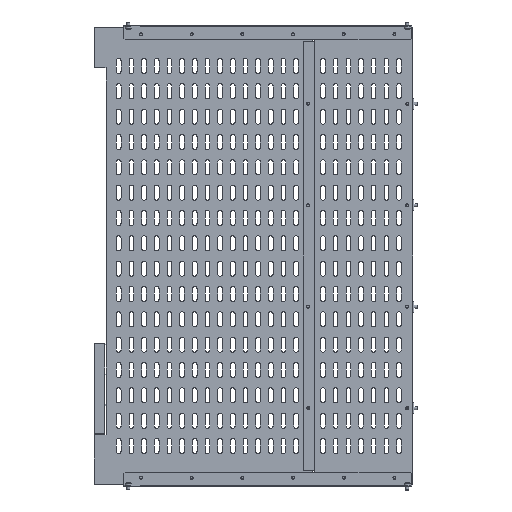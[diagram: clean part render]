
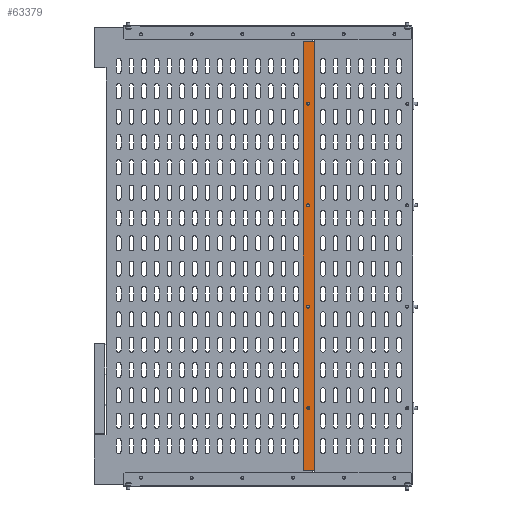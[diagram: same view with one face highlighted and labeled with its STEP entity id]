
A CAD part, front view. The second image highlights one B-rep face of the part: STEP entity #63379.
In plain terms, the highlighted planar face has unit normal (0, -1, 0).
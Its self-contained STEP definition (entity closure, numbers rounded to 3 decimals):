
#688 = AXIS2_PLACEMENT_3D ( 'NONE', #47257, #7254, #21171 ) ;
#947 = CARTESIAN_POINT ( 'NONE',  ( -200.5, -7.1, -454. ) ) ;
#1853 = CARTESIAN_POINT ( 'NONE',  ( -199.45, -7.1, -877. ) ) ;
#2296 = DIRECTION ( 'NONE',  ( 0.707, 0., 0.707 ) ) ;
#3758 = CARTESIAN_POINT ( 'NONE',  ( -218., -7.1, -877. ) ) ;
#4565 = VERTEX_POINT ( 'NONE', #57280 ) ;
#4849 = ORIENTED_EDGE ( 'NONE', *, *, #13800, .F. ) ;
#4875 = AXIS2_PLACEMENT_3D ( 'NONE', #67220, #60679, #85933 ) ;
#5566 = CARTESIAN_POINT ( 'NONE',  ( -206.046, -7.1, -353.476 ) ) ;
#5641 = CARTESIAN_POINT ( 'NONE',  ( -209., -7.1, -354. ) ) ;
#7254 = DIRECTION ( 'NONE',  ( 0., -1., 0. ) ) ;
#8753 = EDGE_CURVE ( 'NONE', #4565, #72394, #83969, .T. ) ;
#8830 = VERTEX_POINT ( 'NONE', #70490 ) ;
#9628 = CARTESIAN_POINT ( 'NONE',  ( -199.45, -7.1, -31. ) ) ;
#10114 = EDGE_CURVE ( 'NONE', #44355, #69327, #10476, .T. ) ;
#10476 = LINE ( 'NONE', #70923, #82032 ) ;
#13244 = ORIENTED_EDGE ( 'NONE', *, *, #8753, .T. ) ;
#13751 = ORIENTED_EDGE ( 'NONE', *, *, #80299, .F. ) ;
#13800 = EDGE_CURVE ( 'NONE', #33784, #60944, #79906, .T. ) ;
#14178 = AXIS2_PLACEMENT_3D ( 'NONE', #15299, #28762, #54892 ) ;
#14210 = ORIENTED_EDGE ( 'NONE', *, *, #29003, .F. ) ;
#14879 = DIRECTION ( 'NONE',  ( -1., 0., 0. ) ) ;
#15159 = ORIENTED_EDGE ( 'NONE', *, *, #15651, .T. ) ;
#15299 = CARTESIAN_POINT ( 'NONE',  ( -209., -7.1, -754. ) ) ;
#15651 = EDGE_CURVE ( 'NONE', #69327, #80024, #69694, .T. ) ;
#16106 = VERTEX_POINT ( 'NONE', #42621 ) ;
#17863 = DIRECTION ( 'NONE',  ( -1., 0., 0. ) ) ;
#18373 = EDGE_CURVE ( 'NONE', #72394, #70912, #63139, .T. ) ;
#18592 = AXIS2_PLACEMENT_3D ( 'NONE', #48428, #75821, #29700 ) ;
#20713 = ORIENTED_EDGE ( 'NONE', *, *, #29307, .F. ) ;
#20850 = VECTOR ( 'NONE', #63529, 1000. ) ;
#21120 = CIRCLE ( 'NONE', #14178, 3. ) ;
#21171 = DIRECTION ( 'NONE',  ( -1., 0., 0. ) ) ;
#21907 = CIRCLE ( 'NONE', #23253, 3. ) ;
#23181 = EDGE_LOOP ( 'NONE', ( #70702, #14210 ) ) ;
#23253 = AXIS2_PLACEMENT_3D ( 'NONE', #80544, #47925, #14879 ) ;
#23743 = CARTESIAN_POINT ( 'NONE',  ( -209., -7.1, -554. ) ) ;
#25251 = EDGE_CURVE ( 'NONE', #60944, #33784, #21907, .T. ) ;
#26242 = EDGE_LOOP ( 'NONE', ( #75653, #20713 ) ) ;
#27122 = EDGE_LOOP ( 'NONE', ( #4849, #38393 ) ) ;
#28658 = EDGE_CURVE ( 'NONE', #8830, #68011, #78045, .T. ) ;
#28762 = DIRECTION ( 'NONE',  ( 0., -1., 0. ) ) ;
#29003 = EDGE_CURVE ( 'NONE', #86115, #16106, #21120, .T. ) ;
#29307 = EDGE_CURVE ( 'NONE', #43400, #32275, #33706, .T. ) ;
#29700 = DIRECTION ( 'NONE',  ( -1., 0., 0. ) ) ;
#29707 = CIRCLE ( 'NONE', #18592, 3. ) ;
#31323 = DIRECTION ( 'NONE',  ( 0., -1., 0. ) ) ;
#32275 = VERTEX_POINT ( 'NONE', #5566 ) ;
#33706 = CIRCLE ( 'NONE', #69803, 3. ) ;
#33784 = VERTEX_POINT ( 'NONE', #68475 ) ;
#34004 = FACE_OUTER_BOUND ( 'NONE', #35823, .T. ) ;
#35760 = CARTESIAN_POINT ( 'NONE',  ( -211.954, -7.1, -354.524 ) ) ;
#35823 = EDGE_LOOP ( 'NONE', ( #13244, #57881, #73782, #48205, #15159, #44268 ) ) ;
#36414 = CARTESIAN_POINT ( 'NONE',  ( -199.45, -7.1, -877. ) ) ;
#37843 = CARTESIAN_POINT ( 'NONE',  ( -199.45, -7.1, -31. ) ) ;
#37844 = CARTESIAN_POINT ( 'NONE',  ( -196.45, -7.1, -34. ) ) ;
#38188 = CARTESIAN_POINT ( 'NONE',  ( -196.45, -7.1, -874. ) ) ;
#38393 = ORIENTED_EDGE ( 'NONE', *, *, #25251, .F. ) ;
#39136 = VECTOR ( 'NONE', #62637, 1000. ) ;
#40705 = EDGE_CURVE ( 'NONE', #32275, #43400, #54383, .T. ) ;
#40761 = DIRECTION ( 'NONE',  ( -1., 0., 0. ) ) ;
#42621 = CARTESIAN_POINT ( 'NONE',  ( -207.899, -7.1, -751.21 ) ) ;
#43400 = VERTEX_POINT ( 'NONE', #35760 ) ;
#44268 = ORIENTED_EDGE ( 'NONE', *, *, #73919, .T. ) ;
#44355 = VERTEX_POINT ( 'NONE', #3758 ) ;
#47257 = CARTESIAN_POINT ( 'NONE',  ( -209., -7.1, -754. ) ) ;
#47925 = DIRECTION ( 'NONE',  ( 0., -1., 0. ) ) ;
#48205 = ORIENTED_EDGE ( 'NONE', *, *, #10114, .T. ) ;
#48428 = CARTESIAN_POINT ( 'NONE',  ( -209., -7.1, -554. ) ) ;
#49011 = DIRECTION ( 'NONE',  ( 0., -1., 0. ) ) ;
#49303 = CIRCLE ( 'NONE', #688, 3. ) ;
#49481 = CARTESIAN_POINT ( 'NONE',  ( -206.391, -7.1, -152.519 ) ) ;
#54383 = CIRCLE ( 'NONE', #84933, 3. ) ;
#54590 = VECTOR ( 'NONE', #75333, 1000. ) ;
#54885 = FACE_BOUND ( 'NONE', #68165, .T. ) ;
#54892 = DIRECTION ( 'NONE',  ( -1., 0., 0. ) ) ;
#55303 = FACE_BOUND ( 'NONE', #26242, .T. ) ;
#57280 = CARTESIAN_POINT ( 'NONE',  ( -196.45, -7.1, -34. ) ) ;
#57770 = LINE ( 'NONE', #38188, #62202 ) ;
#57881 = ORIENTED_EDGE ( 'NONE', *, *, #18373, .T. ) ;
#59837 = CARTESIAN_POINT ( 'NONE',  ( -211.992, -7.1, -554.219 ) ) ;
#60542 = DIRECTION ( 'NONE',  ( -1., 0., 0. ) ) ;
#60679 = DIRECTION ( 'NONE',  ( 0., -1., 0. ) ) ;
#60944 = VERTEX_POINT ( 'NONE', #49481 ) ;
#61493 = ORIENTED_EDGE ( 'NONE', *, *, #28658, .F. ) ;
#62202 = VECTOR ( 'NONE', #64727, 1000. ) ;
#62402 = EDGE_CURVE ( 'NONE', #16106, #86115, #49303, .T. ) ;
#62637 = DIRECTION ( 'NONE',  ( 0., 0., -1. ) ) ;
#63139 = LINE ( 'NONE', #9628, #54590 ) ;
#63379 = ADVANCED_FACE ( 'NONE', ( #80126, #55303, #54885, #74879, #34004 ), #68359, .F. ) ;
#63529 = DIRECTION ( 'NONE',  ( -0.707, 0., 0.707 ) ) ;
#63546 = DIRECTION ( 'NONE',  ( 1., 0., 0. ) ) ;
#64353 = LINE ( 'NONE', #76984, #39136 ) ;
#64727 = DIRECTION ( 'NONE',  ( 0., 0., 1. ) ) ;
#65693 = CARTESIAN_POINT ( 'NONE',  ( -209., -7.1, -354. ) ) ;
#66935 = CARTESIAN_POINT ( 'NONE',  ( -218., -7.1, -31. ) ) ;
#67220 = CARTESIAN_POINT ( 'NONE',  ( -209., -7.1, -154. ) ) ;
#68011 = VERTEX_POINT ( 'NONE', #59837 ) ;
#68165 = EDGE_LOOP ( 'NONE', ( #61493, #13751 ) ) ;
#68317 = AXIS2_PLACEMENT_3D ( 'NONE', #23743, #49011, #69889 ) ;
#68359 = PLANE ( 'NONE',  #71665 ) ;
#68475 = CARTESIAN_POINT ( 'NONE',  ( -211.609, -7.1, -155.481 ) ) ;
#69327 = VERTEX_POINT ( 'NONE', #36414 ) ;
#69694 = LINE ( 'NONE', #1853, #77263 ) ;
#69803 = AXIS2_PLACEMENT_3D ( 'NONE', #5641, #31323, #40761 ) ;
#69889 = DIRECTION ( 'NONE',  ( -1., 0., 0. ) ) ;
#70490 = CARTESIAN_POINT ( 'NONE',  ( -206.008, -7.1, -553.781 ) ) ;
#70702 = ORIENTED_EDGE ( 'NONE', *, *, #62402, .F. ) ;
#70912 = VERTEX_POINT ( 'NONE', #66935 ) ;
#70923 = CARTESIAN_POINT ( 'NONE',  ( -240.42, -7.1, -877. ) ) ;
#71665 = AXIS2_PLACEMENT_3D ( 'NONE', #947, #73595, #60542 ) ;
#71954 = CARTESIAN_POINT ( 'NONE',  ( -196.45, -7.1, -874. ) ) ;
#72394 = VERTEX_POINT ( 'NONE', #37843 ) ;
#73355 = CARTESIAN_POINT ( 'NONE',  ( -210.101, -7.1, -756.79 ) ) ;
#73595 = DIRECTION ( 'NONE',  ( 0., 1., 0. ) ) ;
#73782 = ORIENTED_EDGE ( 'NONE', *, *, #85467, .T. ) ;
#73919 = EDGE_CURVE ( 'NONE', #80024, #4565, #57770, .T. ) ;
#74879 = FACE_BOUND ( 'NONE', #23181, .T. ) ;
#75333 = DIRECTION ( 'NONE',  ( -1., 0., 0. ) ) ;
#75653 = ORIENTED_EDGE ( 'NONE', *, *, #40705, .F. ) ;
#75821 = DIRECTION ( 'NONE',  ( 0., -1., 0. ) ) ;
#76984 = CARTESIAN_POINT ( 'NONE',  ( -218., -7.1, -877. ) ) ;
#77263 = VECTOR ( 'NONE', #2296, 1000. ) ;
#78045 = CIRCLE ( 'NONE', #68317, 3. ) ;
#79906 = CIRCLE ( 'NONE', #4875, 3. ) ;
#80024 = VERTEX_POINT ( 'NONE', #71954 ) ;
#80126 = FACE_BOUND ( 'NONE', #27122, .T. ) ;
#80299 = EDGE_CURVE ( 'NONE', #68011, #8830, #29707, .T. ) ;
#80544 = CARTESIAN_POINT ( 'NONE',  ( -209., -7.1, -154. ) ) ;
#82032 = VECTOR ( 'NONE', #63546, 1000. ) ;
#83969 = LINE ( 'NONE', #37844, #20850 ) ;
#83988 = DIRECTION ( 'NONE',  ( 0., -1., 0. ) ) ;
#84933 = AXIS2_PLACEMENT_3D ( 'NONE', #65693, #83988, #17863 ) ;
#85467 = EDGE_CURVE ( 'NONE', #70912, #44355, #64353, .T. ) ;
#85933 = DIRECTION ( 'NONE',  ( -1., 0., 0. ) ) ;
#86115 = VERTEX_POINT ( 'NONE', #73355 ) ;
